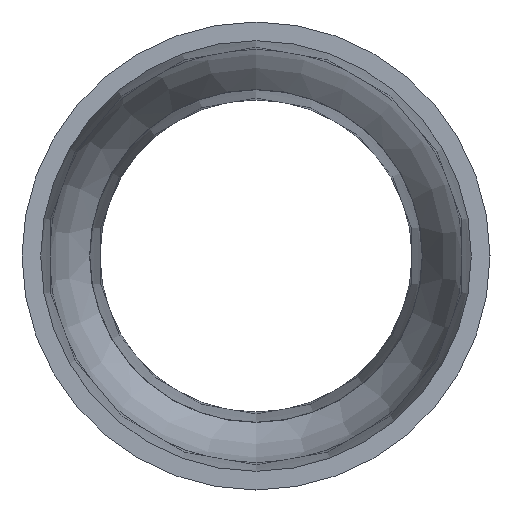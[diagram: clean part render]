
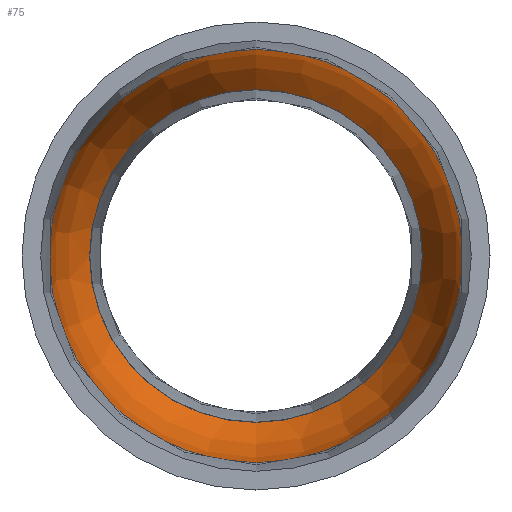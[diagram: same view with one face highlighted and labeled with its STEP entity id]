
A CAD part, left-side view. The second image highlights one B-rep face of the part: STEP entity #75.
In plain terms, the highlighted toroidal (fillet/blend) face has major radius 8.56 mm and minor radius 25.4 mm.
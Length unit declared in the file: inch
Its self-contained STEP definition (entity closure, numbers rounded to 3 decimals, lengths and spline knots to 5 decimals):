
#12 = ORIENTED_EDGE ( 'NONE', *, *, #362, .F. ) ;
#75 = ADVANCED_FACE ( 'NONE', ( #268, #264 ), #276, .F. ) ;
#95 = DIRECTION ( 'NONE',  ( 0., 0., -1. ) ) ;
#131 = DIRECTION ( 'NONE',  ( 1., 0., 0. ) ) ;
#133 = CARTESIAN_POINT ( 'NONE',  ( -9.703, 0., 0. ) ) ;
#151 = EDGE_LOOP ( 'NONE', ( #162 ) ) ;
#153 = EDGE_LOOP ( 'NONE', ( #12 ) ) ;
#162 = ORIENTED_EDGE ( 'NONE', *, *, #363, .T. ) ;
#193 = CARTESIAN_POINT ( 'NONE',  ( -9.68237, 0., -0.66276 ) ) ;
#194 = CARTESIAN_POINT ( 'NONE',  ( -9.21079, 0., -0.53345 ) ) ;
#225 = DIRECTION ( 'NONE',  ( 1., 0., 0. ) ) ;
#226 = DIRECTION ( 'NONE',  ( 0., 0., -1. ) ) ;
#264 = FACE_OUTER_BOUND ( 'NONE', #153, .T. ) ;
#268 = FACE_OUTER_BOUND ( 'NONE', #151, .T. ) ;
#276 = TOROIDAL_SURFACE ( 'NONE', #333, -0.33703, 1. ) ;
#296 = CARTESIAN_POINT ( 'NONE',  ( -9.68237, 0., 0. ) ) ;
#297 = DIRECTION ( 'NONE',  ( 1., 0., 0. ) ) ;
#298 = DIRECTION ( 'NONE',  ( 0., 0., -1. ) ) ;
#299 = CARTESIAN_POINT ( 'NONE',  ( -9.21079, 0., 0. ) ) ;
#310 = CIRCLE ( 'NONE', #353, 0.53345 ) ;
#316 = CIRCLE ( 'NONE', #330, 0.66276 ) ;
#327 = VERTEX_POINT ( 'NONE', #194 ) ;
#328 = VERTEX_POINT ( 'NONE', #193 ) ;
#330 = AXIS2_PLACEMENT_3D ( 'NONE', #296, #297, #298 ) ;
#333 = AXIS2_PLACEMENT_3D ( 'NONE', #133, #131, #95 ) ;
#353 = AXIS2_PLACEMENT_3D ( 'NONE', #299, #225, #226 ) ;
#362 = EDGE_CURVE ( 'NONE', #328, #328, #316, .T. ) ;
#363 = EDGE_CURVE ( 'NONE', #327, #327, #310, .T. ) ;
